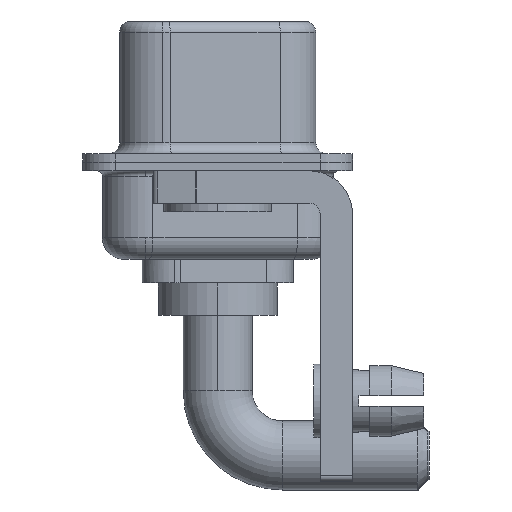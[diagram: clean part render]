
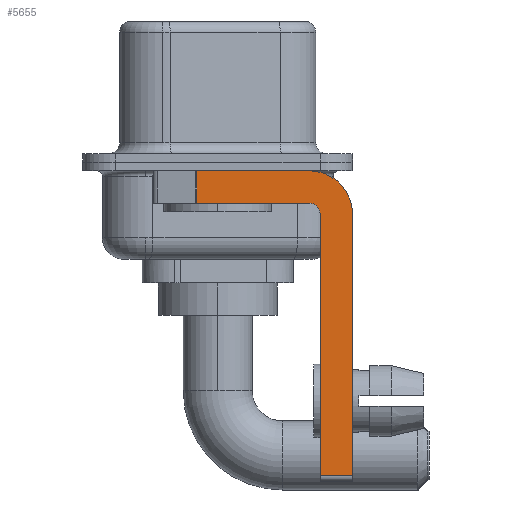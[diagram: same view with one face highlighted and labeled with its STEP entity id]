
A CAD part, left-side view. The second image highlights one B-rep face of the part: STEP entity #5655.
In plain terms, the highlighted planar face has unit normal (-1, 0, 0).
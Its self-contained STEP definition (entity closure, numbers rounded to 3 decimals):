
#148 = VERTEX_POINT ( 'NONE', #11723 ) ;
#271 = DIRECTION ( 'NONE',  ( 0., 0., -1. ) ) ;
#473 = LINE ( 'NONE', #5658, #9517 ) ;
#508 = ORIENTED_EDGE ( 'NONE', *, *, #11780, .F. ) ;
#621 = EDGE_CURVE ( 'NONE', #906, #1269, #2444, .T. ) ;
#803 = VERTEX_POINT ( 'NONE', #11951 ) ;
#866 = CARTESIAN_POINT ( 'NONE',  ( -2.9, -4.25, -2.4 ) ) ;
#906 = VERTEX_POINT ( 'NONE', #12450 ) ;
#1021 = CARTESIAN_POINT ( 'NONE',  ( -2.9, 0.978, -0.4 ) ) ;
#1161 = LINE ( 'NONE', #7557, #4575 ) ;
#1242 = DIRECTION ( 'NONE',  ( 0., 0., 1. ) ) ;
#1269 = VERTEX_POINT ( 'NONE', #1410 ) ;
#1387 = EDGE_CURVE ( 'NONE', #12633, #906, #473, .T. ) ;
#1410 = CARTESIAN_POINT ( 'NONE',  ( -2.9, -6.25, -2.4 ) ) ;
#1421 = VECTOR ( 'NONE', #10267, 1000. ) ;
#1461 = VECTOR ( 'NONE', #12932, 1000. ) ;
#2440 = LINE ( 'NONE', #12694, #5382 ) ;
#2444 = CIRCLE ( 'NONE', #15982, 2. ) ;
#2462 = LINE ( 'NONE', #7660, #1421 ) ;
#2530 = DIRECTION ( 'NONE',  ( 0., 1., 0. ) ) ;
#3427 = PLANE ( 'NONE',  #15440 ) ;
#3444 = VERTEX_POINT ( 'NONE', #9505 ) ;
#4575 = VECTOR ( 'NONE', #2530, 1000. ) ;
#4642 = ORIENTED_EDGE ( 'NONE', *, *, #12175, .T. ) ;
#5178 = CIRCLE ( 'NONE', #6552, 0.5 ) ;
#5301 = ORIENTED_EDGE ( 'NONE', *, *, #11762, .F. ) ;
#5382 = VECTOR ( 'NONE', #1242, 1000. ) ;
#5655 = ADVANCED_FACE ( 'NONE', ( #15014 ), #3427, .F. ) ;
#5658 = CARTESIAN_POINT ( 'NONE',  ( -2.9, 3., -0.4 ) ) ;
#6060 = DIRECTION ( 'NONE',  ( 1., 0., 0. ) ) ;
#6422 = CARTESIAN_POINT ( 'NONE',  ( -2.9, -4.25, -14.55 ) ) ;
#6552 = AXIS2_PLACEMENT_3D ( 'NONE', #9937, #8665, #8424 ) ;
#6756 = CARTESIAN_POINT ( 'NONE',  ( -2.9, -4.75, -2.4 ) ) ;
#7557 = CARTESIAN_POINT ( 'NONE',  ( -2.9, -4.25, -1.9 ) ) ;
#7660 = CARTESIAN_POINT ( 'NONE',  ( -2.9, 0.978, -1.9 ) ) ;
#8424 = DIRECTION ( 'NONE',  ( 0., 0., 1. ) ) ;
#8665 = DIRECTION ( 'NONE',  ( -1., 0., 0. ) ) ;
#9340 = ORIENTED_EDGE ( 'NONE', *, *, #11477, .F. ) ;
#9353 = EDGE_CURVE ( 'NONE', #12418, #803, #5178, .T. ) ;
#9505 = CARTESIAN_POINT ( 'NONE',  ( -2.9, -6.25, -14.55 ) ) ;
#9517 = VECTOR ( 'NONE', #10825, 1000. ) ;
#9937 = CARTESIAN_POINT ( 'NONE',  ( -2.9, -4.25, -2.4 ) ) ;
#10267 = DIRECTION ( 'NONE',  ( 0., 0., -1. ) ) ;
#10825 = DIRECTION ( 'NONE',  ( 0., -1., 0. ) ) ;
#10841 = EDGE_CURVE ( 'NONE', #12633, #148, #2462, .T. ) ;
#11216 = DIRECTION ( 'NONE',  ( 0., 0., -1. ) ) ;
#11359 = DIRECTION ( 'NONE',  ( 1., 0., 0. ) ) ;
#11477 = EDGE_CURVE ( 'NONE', #1269, #3444, #11888, .T. ) ;
#11723 = CARTESIAN_POINT ( 'NONE',  ( -2.9, 0.978, -1.9 ) ) ;
#11762 = EDGE_CURVE ( 'NONE', #13005, #12418, #2440, .T. ) ;
#11780 = EDGE_CURVE ( 'NONE', #803, #148, #1161, .T. ) ;
#11888 = LINE ( 'NONE', #15695, #16747 ) ;
#11951 = CARTESIAN_POINT ( 'NONE',  ( -2.9, -4.25, -1.9 ) ) ;
#12023 = ORIENTED_EDGE ( 'NONE', *, *, #9353, .F. ) ;
#12175 = EDGE_CURVE ( 'NONE', #13005, #3444, #12848, .T. ) ;
#12418 = VERTEX_POINT ( 'NONE', #6756 ) ;
#12450 = CARTESIAN_POINT ( 'NONE',  ( -2.9, -4.25, -0.4 ) ) ;
#12633 = VERTEX_POINT ( 'NONE', #1021 ) ;
#12694 = CARTESIAN_POINT ( 'NONE',  ( -2.9, -4.75, -14.8 ) ) ;
#12716 = CARTESIAN_POINT ( 'NONE',  ( -2.9, -4.25, -2.4 ) ) ;
#12848 = LINE ( 'NONE', #6422, #1461 ) ;
#12917 = ORIENTED_EDGE ( 'NONE', *, *, #621, .F. ) ;
#12932 = DIRECTION ( 'NONE',  ( 0., -1., 0. ) ) ;
#12969 = DIRECTION ( 'NONE',  ( 0., 0., -1. ) ) ;
#13005 = VERTEX_POINT ( 'NONE', #13495 ) ;
#13495 = CARTESIAN_POINT ( 'NONE',  ( -2.9, -4.75, -14.55 ) ) ;
#15014 = FACE_OUTER_BOUND ( 'NONE', #15386, .T. ) ;
#15386 = EDGE_LOOP ( 'NONE', ( #16047, #15694, #508, #12023, #5301, #4642, #9340, #12917 ) ) ;
#15440 = AXIS2_PLACEMENT_3D ( 'NONE', #866, #6060, #11216 ) ;
#15694 = ORIENTED_EDGE ( 'NONE', *, *, #10841, .T. ) ;
#15695 = CARTESIAN_POINT ( 'NONE',  ( -2.9, -6.25, -2.4 ) ) ;
#15982 = AXIS2_PLACEMENT_3D ( 'NONE', #12716, #11359, #12969 ) ;
#16047 = ORIENTED_EDGE ( 'NONE', *, *, #1387, .F. ) ;
#16747 = VECTOR ( 'NONE', #271, 1000. ) ;
